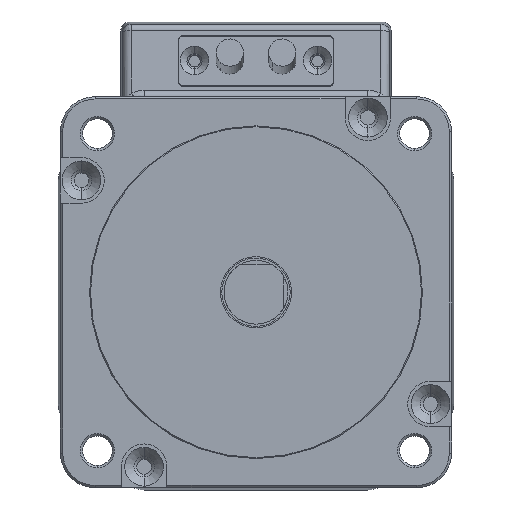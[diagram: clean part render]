
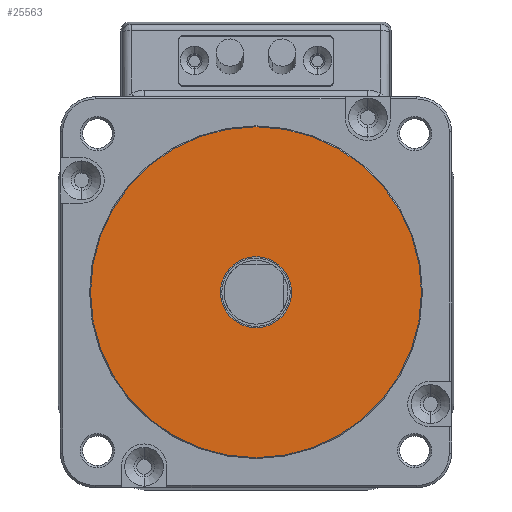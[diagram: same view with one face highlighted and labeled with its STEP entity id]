
A CAD part, front view. The second image highlights one B-rep face of the part: STEP entity #25563.
In plain terms, the highlighted planar face has unit normal (0, -1, 0).
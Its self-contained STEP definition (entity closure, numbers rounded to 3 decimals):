
#18427 = CARTESIAN_POINT ( 'NONE',  ( 0., -1.7, 0. ) ) ;
#18432 = CIRCLE ( 'NONE', #18486, 36.313 ) ;
#18433 = CARTESIAN_POINT ( 'NONE',  ( 0., -1.7, 36.313 ) ) ;
#18434 = CARTESIAN_POINT ( 'NONE',  ( 0., -1.7, -36.313 ) ) ;
#18475 = DIRECTION ( 'NONE',  ( 0., 0., -1. ) ) ;
#18476 = DIRECTION ( 'NONE',  ( 0., -1., 0. ) ) ;
#18486 = AXIS2_PLACEMENT_3D ( 'NONE', #18427, #18476, #18475 ) ;
#18669 = CARTESIAN_POINT ( 'NONE',  ( 0., -1.7, -7.8 ) ) ;
#18699 = DIRECTION ( 'NONE',  ( 0., 0., 1. ) ) ;
#18700 = DIRECTION ( 'NONE',  ( 0., 1., 0. ) ) ;
#18701 = CARTESIAN_POINT ( 'NONE',  ( 0., -1.7, 0. ) ) ;
#18702 = AXIS2_PLACEMENT_3D ( 'NONE', #18701, #18700, #18699 ) ;
#18703 = CARTESIAN_POINT ( 'NONE',  ( 0., -1.7, 7.8 ) ) ;
#18705 = CIRCLE ( 'NONE', #18702, 7.8 ) ;
#20241 = DIRECTION ( 'NONE',  ( 0., -1., 0. ) ) ;
#20243 = CARTESIAN_POINT ( 'NONE',  ( 0., -1.7, 0. ) ) ;
#20244 = FACE_BOUND ( 'NONE', #25552, .T. ) ;
#20269 = DIRECTION ( 'NONE',  ( 0., 0., 1. ) ) ;
#20270 = DIRECTION ( 'NONE',  ( 0., 1., 0. ) ) ;
#20271 = AXIS2_PLACEMENT_3D ( 'NONE', #20243, #20270, #20269 ) ;
#20273 = AXIS2_PLACEMENT_3D ( 'NONE', #20325, #20324, #20323 ) ;
#20275 = DIRECTION ( 'NONE',  ( 0., 0., -1. ) ) ;
#20276 = CIRCLE ( 'NONE', #20271, 7.8 ) ;
#20278 = AXIS2_PLACEMENT_3D ( 'NONE', #20294, #20241, #20275 ) ;
#20285 = PLANE ( 'NONE',  #20278 ) ;
#20291 = CIRCLE ( 'NONE', #20273, 36.313 ) ;
#20294 = CARTESIAN_POINT ( 'NONE',  ( 0., -1.7, 0. ) ) ;
#20295 = FACE_OUTER_BOUND ( 'NONE', #25539, .T. ) ;
#20323 = DIRECTION ( 'NONE',  ( 0., 0., -1. ) ) ;
#20324 = DIRECTION ( 'NONE',  ( 0., -1., 0. ) ) ;
#20325 = CARTESIAN_POINT ( 'NONE',  ( 0., -1.7, 0. ) ) ;
#23817 = VERTEX_POINT ( 'NONE', #18434 ) ;
#23820 = VERTEX_POINT ( 'NONE', #18433 ) ;
#23839 = EDGE_CURVE ( 'NONE', #23817, #23820, #18432, .T. ) ;
#24019 = VERTEX_POINT ( 'NONE', #18669 ) ;
#24036 = EDGE_CURVE ( 'NONE', #24019, #24044, #18705, .T. ) ;
#24044 = VERTEX_POINT ( 'NONE', #18703 ) ;
#25537 = ORIENTED_EDGE ( 'NONE', *, *, #23839, .T. ) ;
#25539 = EDGE_LOOP ( 'NONE', ( #25542, #25537 ) ) ;
#25542 = ORIENTED_EDGE ( 'NONE', *, *, #25565, .T. ) ;
#25552 = EDGE_LOOP ( 'NONE', ( #25648, #25645 ) ) ;
#25563 = ADVANCED_FACE ( 'NONE', ( #20295, #20244 ), #20285, .T. ) ;
#25564 = EDGE_CURVE ( 'NONE', #24044, #24019, #20276, .T. ) ;
#25565 = EDGE_CURVE ( 'NONE', #23820, #23817, #20291, .T. ) ;
#25645 = ORIENTED_EDGE ( 'NONE', *, *, #24036, .T. ) ;
#25648 = ORIENTED_EDGE ( 'NONE', *, *, #25564, .T. ) ;
